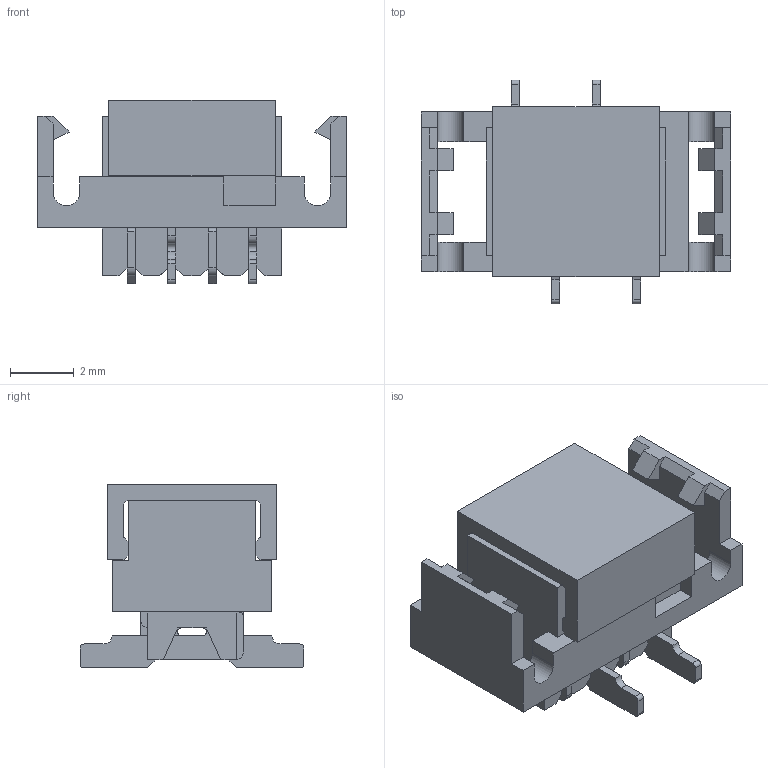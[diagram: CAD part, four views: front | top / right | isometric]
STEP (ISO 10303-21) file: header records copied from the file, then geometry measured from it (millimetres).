
FILE_DESCRIPTION(/* description */ ('Unknown'),/* implementation_level */ '2;1');
FILE_NAME(/* name */ 'J_Wurth_WR-MM_690367290476',/* time_stamp */ '2025-05-07T10:09:46+08:00',/* author */ ('Unknown'),/* organization */ ('Unknown'),/* preprocessor_version */ 'ST-DEVELOPER v19.4',/* originating_system */ 'Solid Edge',/* authorisation */ 'Unknown');
FILE_SCHEMA (('AUTOMOTIVE_DESIGN {1 0 10303 214 3 1 1}'));
Length unit declared in the file: millimetre
Products named in the file (2): J_Wurth_WR-MM_690367290476
Assembly tree (1 placements, depth 2):
  J_Wurth_WR-MM_690367290476
    J_Wurth_WR-MM_690367290476
Bounding box: 9.68 x 7 x 5.75 mm (x, y, z)
Volume: 148.1 mm3; surface area: 604.8 mm2
Topology: 6 solids, 6 shells, 392 faces, 1158 edges, 772 vertices
Faces by surface type: plane 316, cylinder 76
Entity records: 13070 total; most frequent: CARTESIAN_POINT 2324, ORIENTED_EDGE 2316, DIRECTION 2098, EDGE_CURVE 1158, LINE 1006, VECTOR 1006, VERTEX_POINT 772, AXIS2_PLACEMENT_3D 546
